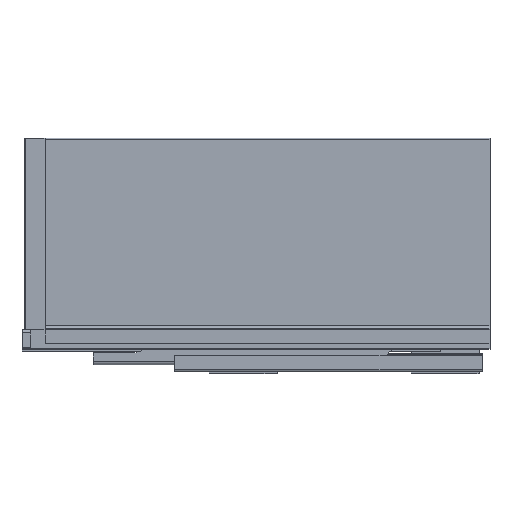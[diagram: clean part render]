
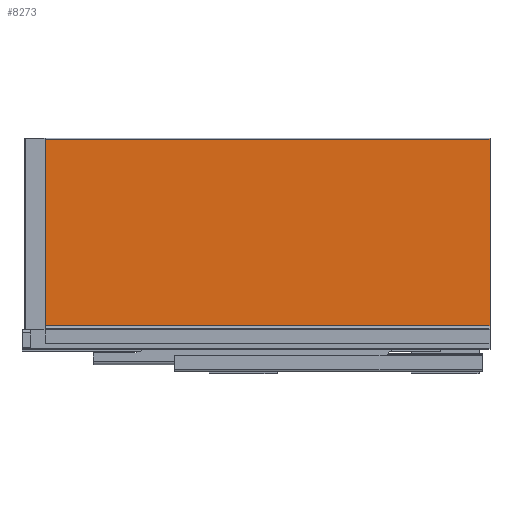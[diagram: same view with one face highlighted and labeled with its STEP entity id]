
A CAD part, top view. The second image highlights one B-rep face of the part: STEP entity #8273.
In plain terms, the highlighted planar face has unit normal (0, 0, 1).
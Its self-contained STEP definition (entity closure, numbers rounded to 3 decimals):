
#8 = CARTESIAN_POINT ( 'NONE',  ( 0., 20.5, 14. ) ) ;
#535 = LINE ( 'NONE', #8244, #6911 ) ;
#1286 = DIRECTION ( 'NONE',  ( 0., -1., 0. ) ) ;
#1325 = CARTESIAN_POINT ( 'NONE',  ( -442., 199., 14. ) ) ;
#1791 = LINE ( 'NONE', #4818, #6806 ) ;
#2376 = EDGE_CURVE ( 'NONE', #5883, #6378, #1791, .T. ) ;
#2521 = CARTESIAN_POINT ( 'NONE',  ( 0., 199., 14. ) ) ;
#2547 = DIRECTION ( 'NONE',  ( 1., 0., 0. ) ) ;
#2788 = EDGE_CURVE ( 'NONE', #4921, #6378, #9184, .T. ) ;
#2905 = PLANE ( 'NONE',  #3285 ) ;
#2960 = DIRECTION ( 'NONE',  ( 0., -1., 0. ) ) ;
#3029 = VERTEX_POINT ( 'NONE', #7947 ) ;
#3285 = AXIS2_PLACEMENT_3D ( 'NONE', #1325, #9561, #2960 ) ;
#4617 = ORIENTED_EDGE ( 'NONE', *, *, #5968, .F. ) ;
#4658 = DIRECTION ( 'NONE',  ( 0., -1., 0. ) ) ;
#4818 = CARTESIAN_POINT ( 'NONE',  ( 0., 20.5, 14. ) ) ;
#4921 = VERTEX_POINT ( 'NONE', #6181 ) ;
#5203 = ORIENTED_EDGE ( 'NONE', *, *, #2788, .F. ) ;
#5471 = ORIENTED_EDGE ( 'NONE', *, *, #2376, .T. ) ;
#5540 = CARTESIAN_POINT ( 'NONE',  ( -425.5, 20.5, 14. ) ) ;
#5777 = VECTOR ( 'NONE', #2547, 1000. ) ;
#5883 = VERTEX_POINT ( 'NONE', #5540 ) ;
#5968 = EDGE_CURVE ( 'NONE', #3029, #4921, #9159, .T. ) ;
#6181 = CARTESIAN_POINT ( 'NONE',  ( 0., 199., 14. ) ) ;
#6342 = VECTOR ( 'NONE', #4658, 1000. ) ;
#6378 = VERTEX_POINT ( 'NONE', #8 ) ;
#6548 = EDGE_LOOP ( 'NONE', ( #4617, #8691, #5471, #5203 ) ) ;
#6579 = EDGE_CURVE ( 'NONE', #3029, #5883, #535, .T. ) ;
#6806 = VECTOR ( 'NONE', #7859, 1000. ) ;
#6911 = VECTOR ( 'NONE', #1286, 1000. ) ;
#6989 = CARTESIAN_POINT ( 'NONE',  ( -442., 199., 14. ) ) ;
#7499 = FACE_OUTER_BOUND ( 'NONE', #6548, .T. ) ;
#7859 = DIRECTION ( 'NONE',  ( 1., 0., 0. ) ) ;
#7947 = CARTESIAN_POINT ( 'NONE',  ( -425.5, 199., 14. ) ) ;
#8244 = CARTESIAN_POINT ( 'NONE',  ( -425.5, 199., 14. ) ) ;
#8273 = ADVANCED_FACE ( 'NONE', ( #7499 ), #2905, .T. ) ;
#8691 = ORIENTED_EDGE ( 'NONE', *, *, #6579, .T. ) ;
#9159 = LINE ( 'NONE', #6989, #5777 ) ;
#9184 = LINE ( 'NONE', #2521, #6342 ) ;
#9561 = DIRECTION ( 'NONE',  ( 0., 0., 1. ) ) ;
